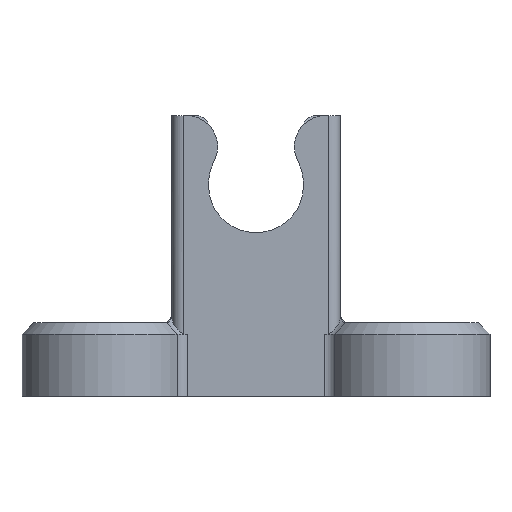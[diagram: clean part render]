
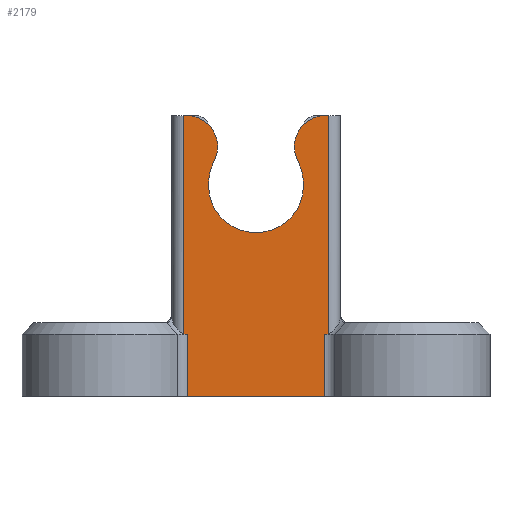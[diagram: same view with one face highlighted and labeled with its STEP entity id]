
A CAD part, left-side view. The second image highlights one B-rep face of the part: STEP entity #2179.
In plain terms, the highlighted planar face has unit normal (-1, 0, 0).
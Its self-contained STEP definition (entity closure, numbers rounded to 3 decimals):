
#75=(
BOUNDED_CURVE()
B_SPLINE_CURVE(2,(#3435,#3436,#3437),.UNSPECIFIED.,.F.,.F.)
B_SPLINE_CURVE_WITH_KNOTS((3,3),(1.069,1.286),
 .UNSPECIFIED.)
CURVE()
GEOMETRIC_REPRESENTATION_ITEM()
RATIONAL_B_SPLINE_CURVE((9.596,9.85,9.85))
REPRESENTATION_ITEM('')
);
#76=(
BOUNDED_CURVE()
B_SPLINE_CURVE(2,(#3441,#3442,#3443),.UNSPECIFIED.,.F.,.F.)
B_SPLINE_CURVE_WITH_KNOTS((3,3),(1.722,2.064),
 .UNSPECIFIED.)
CURVE()
GEOMETRIC_REPRESENTATION_ITEM()
RATIONAL_B_SPLINE_CURVE((14.954,15.35,15.35))
REPRESENTATION_ITEM('')
);
#158=CIRCLE('',#2339,2.);
#160=CIRCLE('',#2343,1.95);
#162=CIRCLE('',#2347,1.34);
#164=CIRCLE('',#2350,2.);
#165=CIRCLE('',#2351,1.95);
#166=CIRCLE('',#2352,1.34);
#263=FACE_OUTER_BOUND('',#396,.T.);
#396=EDGE_LOOP('',(#1533,#1534,#1535,#1536,#1537,#1538,#1539,#1540,#1541,
#1542,#1543,#1544,#1545,#1546,#1547,#1548,#1549,#1550,#1551,#1552));
#522=LINE('',#3268,#710);
#547=LINE('',#3371,#735);
#550=LINE('',#3384,#738);
#555=LINE('',#3398,#743);
#560=LINE('',#3412,#748);
#562=LINE('',#3419,#750);
#563=LINE('',#3423,#751);
#564=LINE('',#3427,#752);
#565=LINE('',#3431,#753);
#566=LINE('',#3433,#754);
#567=LINE('',#3438,#755);
#568=LINE('',#3440,#756);
#710=VECTOR('',#2574,10.);
#735=VECTOR('',#2645,10.);
#738=VECTOR('',#2656,10.);
#743=VECTOR('',#2669,10.);
#748=VECTOR('',#2682,10.);
#750=VECTOR('',#2692,10.);
#751=VECTOR('',#2695,10.);
#752=VECTOR('',#2698,10.);
#753=VECTOR('',#2701,10.);
#754=VECTOR('',#2702,10.);
#755=VECTOR('',#2703,0.5);
#756=VECTOR('',#2704,10.);
#902=VERTEX_POINT('',#3265);
#903=VERTEX_POINT('',#3267);
#937=VERTEX_POINT('',#3369);
#938=VERTEX_POINT('',#3370);
#943=VERTEX_POINT('',#3382);
#944=VERTEX_POINT('',#3383);
#947=VERTEX_POINT('',#3391);
#949=VERTEX_POINT('',#3397);
#951=VERTEX_POINT('',#3403);
#954=VERTEX_POINT('',#3411);
#955=VERTEX_POINT('',#3418);
#956=VERTEX_POINT('',#3420);
#957=VERTEX_POINT('',#3422);
#958=VERTEX_POINT('',#3424);
#959=VERTEX_POINT('',#3426);
#960=VERTEX_POINT('',#3428);
#961=VERTEX_POINT('',#3430);
#962=VERTEX_POINT('',#3432);
#963=VERTEX_POINT('',#3434);
#964=VERTEX_POINT('',#3439);
#1114=EDGE_CURVE('',#903,#902,#522,.F.);
#1157=EDGE_CURVE('',#937,#938,#547,.T.);
#1163=EDGE_CURVE('',#943,#944,#550,.F.);
#1167=EDGE_CURVE('',#947,#943,#158,.T.);
#1170=EDGE_CURVE('',#949,#947,#555,.T.);
#1173=EDGE_CURVE('',#951,#949,#160,.T.);
#1177=EDGE_CURVE('',#954,#951,#560,.T.);
#1179=EDGE_CURVE('',#938,#954,#162,.T.);
#1181=EDGE_CURVE('',#955,#937,#562,.T.);
#1182=EDGE_CURVE('',#956,#944,#164,.F.);
#1183=EDGE_CURVE('',#956,#957,#563,.F.);
#1184=EDGE_CURVE('',#958,#957,#165,.T.);
#1185=EDGE_CURVE('',#959,#958,#564,.T.);
#1186=EDGE_CURVE('',#959,#960,#166,.T.);
#1187=EDGE_CURVE('',#960,#961,#565,.T.);
#1188=EDGE_CURVE('',#962,#961,#566,.T.);
#1189=EDGE_CURVE('',#962,#963,#75,.T.);
#1190=EDGE_CURVE('',#903,#963,#567,.T.);
#1191=EDGE_CURVE('',#902,#964,#568,.T.);
#1192=EDGE_CURVE('',#955,#964,#76,.T.);
#1533=ORIENTED_EDGE('',*,*,#1181,.T.);
#1534=ORIENTED_EDGE('',*,*,#1157,.T.);
#1535=ORIENTED_EDGE('',*,*,#1179,.T.);
#1536=ORIENTED_EDGE('',*,*,#1177,.T.);
#1537=ORIENTED_EDGE('',*,*,#1173,.T.);
#1538=ORIENTED_EDGE('',*,*,#1170,.T.);
#1539=ORIENTED_EDGE('',*,*,#1167,.T.);
#1540=ORIENTED_EDGE('',*,*,#1163,.T.);
#1541=ORIENTED_EDGE('',*,*,#1182,.F.);
#1542=ORIENTED_EDGE('',*,*,#1183,.T.);
#1543=ORIENTED_EDGE('',*,*,#1184,.F.);
#1544=ORIENTED_EDGE('',*,*,#1185,.F.);
#1545=ORIENTED_EDGE('',*,*,#1186,.T.);
#1546=ORIENTED_EDGE('',*,*,#1187,.T.);
#1547=ORIENTED_EDGE('',*,*,#1188,.F.);
#1548=ORIENTED_EDGE('',*,*,#1189,.T.);
#1549=ORIENTED_EDGE('',*,*,#1190,.F.);
#1550=ORIENTED_EDGE('',*,*,#1114,.T.);
#1551=ORIENTED_EDGE('',*,*,#1191,.T.);
#1552=ORIENTED_EDGE('',*,*,#1192,.F.);
#2116=PLANE('',#2349);
#2179=ADVANCED_FACE('',(#263),#2116,.T.);
#2339=AXIS2_PLACEMENT_3D('',#3392,#2662,#2663);
#2343=AXIS2_PLACEMENT_3D('',#3404,#2674,#2675);
#2347=AXIS2_PLACEMENT_3D('',#3415,#2686,#2687);
#2349=AXIS2_PLACEMENT_3D('',#3417,#2690,#2691);
#2350=AXIS2_PLACEMENT_3D('',#3421,#2693,#2694);
#2351=AXIS2_PLACEMENT_3D('',#3425,#2696,#2697);
#2352=AXIS2_PLACEMENT_3D('',#3429,#2699,#2700);
#2574=DIRECTION('',(0.,1.,0.));
#2645=DIRECTION('',(0.,1.,0.));
#2656=DIRECTION('',(0.,-1.,0.));
#2662=DIRECTION('center_axis',(1.,0.,0.));
#2663=DIRECTION('ref_axis',(0.,-0.707,-0.707));
#2669=DIRECTION('',(0.,0.,-1.));
#2674=DIRECTION('center_axis',(1.,0.,0.));
#2675=DIRECTION('ref_axis',(0.,1.,0.));
#2682=DIRECTION('',(0.,-0.383,-0.924));
#2686=DIRECTION('center_axis',(-1.,0.,0.));
#2687=DIRECTION('ref_axis',(0.,0.966,-0.257));
#2690=DIRECTION('center_axis',(-1.,0.,0.));
#2691=DIRECTION('ref_axis',(0.,-1.,0.));
#2692=DIRECTION('',(0.,0.,1.));
#2693=DIRECTION('center_axis',(1.,0.,0.));
#2694=DIRECTION('ref_axis',(0.,0.707,-0.707));
#2695=DIRECTION('',(0.,0.,-1.));
#2696=DIRECTION('center_axis',(-1.,0.,0.));
#2697=DIRECTION('ref_axis',(0.,-1.,0.));
#2698=DIRECTION('',(0.,0.383,-0.924));
#2699=DIRECTION('center_axis',(-1.,0.,0.));
#2700=DIRECTION('ref_axis',(0.,-0.966,-0.257));
#2701=DIRECTION('',(0.,1.,0.));
#2702=DIRECTION('',(0.,0.,1.));
#2703=DIRECTION('',(0.,0.,1.));
#2704=DIRECTION('',(0.,0.,1.));
#3265=CARTESIAN_POINT('',(-27.3,-64.928,7.78));
#3267=CARTESIAN_POINT('',(-27.3,-59.072,7.78));
#3268=CARTESIAN_POINT('',(-27.3,-25.789,7.78));
#3369=CARTESIAN_POINT('',(-27.3,-65.093,19.78));
#3370=CARTESIAN_POINT('',(-27.3,-64.872,19.78));
#3371=CARTESIAN_POINT('',(-27.3,-58.75,19.78));
#3382=CARTESIAN_POINT('',(-27.3,-62.025,14.78));
#3383=CARTESIAN_POINT('',(-27.3,-61.975,14.78));
#3384=CARTESIAN_POINT('',(-27.3,-58.75,14.78));
#3391=CARTESIAN_POINT('',(-27.3,-64.025,16.78));
#3392=CARTESIAN_POINT('Origin',(-27.3,-62.025,16.78));
#3397=CARTESIAN_POINT('',(-27.3,-64.025,16.88));
#3398=CARTESIAN_POINT('',(-27.3,-64.025,15.28));
#3403=CARTESIAN_POINT('',(-27.3,-63.876,17.627));
#3404=CARTESIAN_POINT('Origin',(-27.3,-62.075,16.88));
#3411=CARTESIAN_POINT('',(-27.3,-63.68,18.1));
#3412=CARTESIAN_POINT('',(-27.3,-64.906,15.145));
#3415=CARTESIAN_POINT('Origin',(-27.3,-64.975,18.444));
#3417=CARTESIAN_POINT('Origin',(-27.3,-55.5,7.78));
#3418=CARTESIAN_POINT('',(-27.3,-65.093,10.456));
#3419=CARTESIAN_POINT('',(-27.3,-65.093,10.78));
#3420=CARTESIAN_POINT('',(-27.3,-59.975,16.78));
#3421=CARTESIAN_POINT('Origin',(-27.3,-61.975,16.78));
#3422=CARTESIAN_POINT('',(-27.3,-59.975,16.88));
#3423=CARTESIAN_POINT('',(-27.3,-59.975,15.28));
#3424=CARTESIAN_POINT('',(-27.3,-60.124,17.627));
#3425=CARTESIAN_POINT('Origin',(-27.3,-61.925,16.88));
#3426=CARTESIAN_POINT('',(-27.3,-60.32,18.1));
#3427=CARTESIAN_POINT('',(-27.3,-60.32,18.1));
#3428=CARTESIAN_POINT('',(-27.3,-59.128,19.78));
#3429=CARTESIAN_POINT('Origin',(-27.3,-59.025,18.444));
#3430=CARTESIAN_POINT('',(-27.3,-58.907,19.78));
#3431=CARTESIAN_POINT('',(-27.3,-58.75,19.78));
#3432=CARTESIAN_POINT('',(-27.3,-58.907,10.456));
#3433=CARTESIAN_POINT('',(-27.3,-58.907,10.78));
#3434=CARTESIAN_POINT('',(-27.3,-59.072,10.43));
#3435=CARTESIAN_POINT('Ctrl Pts',(-27.3,-58.907,10.456));
#3436=CARTESIAN_POINT('Ctrl Pts',(-27.3,-58.992,10.43));
#3437=CARTESIAN_POINT('Ctrl Pts',(-27.3,-59.072,10.43));
#3438=CARTESIAN_POINT('',(-27.3,-59.072,7.78));
#3439=CARTESIAN_POINT('',(-27.3,-64.928,10.43));
#3440=CARTESIAN_POINT('',(-27.3,-64.928,7.78));
#3441=CARTESIAN_POINT('Ctrl Pts',(-27.3,-65.093,10.456));
#3442=CARTESIAN_POINT('Ctrl Pts',(-27.3,-65.008,10.43));
#3443=CARTESIAN_POINT('Ctrl Pts',(-27.3,-64.928,10.43));
